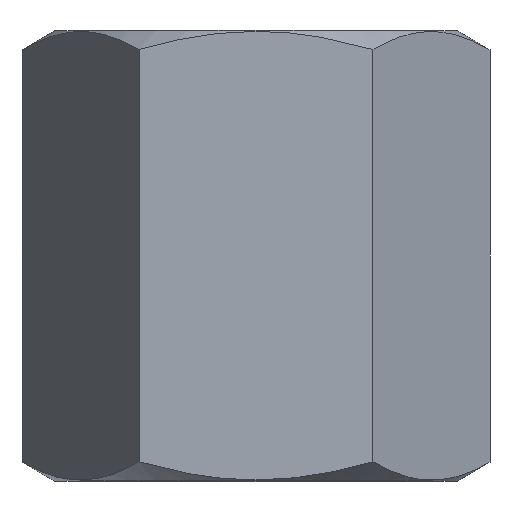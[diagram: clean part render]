
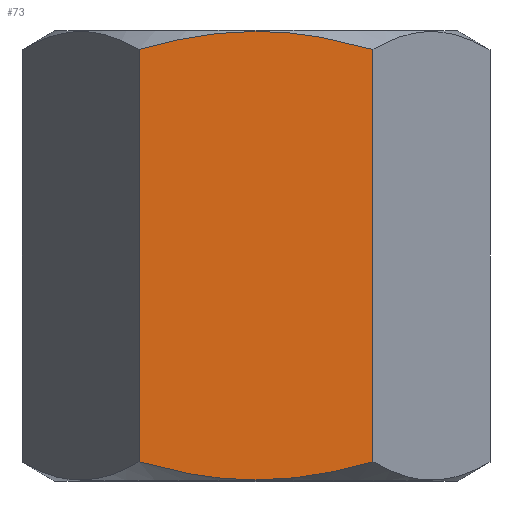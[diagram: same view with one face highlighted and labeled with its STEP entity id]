
A CAD part, top view. The second image highlights one B-rep face of the part: STEP entity #73.
In plain terms, the highlighted planar face has unit normal (0, 0, 1).
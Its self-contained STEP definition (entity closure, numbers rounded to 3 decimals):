
#5 = B_SPLINE_CURVE_WITH_KNOTS ( 'NONE', 3,
 ( #538, #539, #540, #541, #542, #543, #544, #545 ),
 .UNSPECIFIED., .F., .F.,
 ( 4, 2, 2, 4 ),
 ( 0.006, 0.01, 0.012, 0.014 ),
 .UNSPECIFIED. ) ;
#10 = B_SPLINE_CURVE_WITH_KNOTS ( 'NONE', 3,
 ( #651, #652, #653, #654, #655, #656 ),
 .UNSPECIFIED., .F., .F.,
 ( 4, 2, 4 ),
 ( 0.014, 0.018, 0.022 ),
 .UNSPECIFIED. ) ;
#18 = B_SPLINE_CURVE_WITH_KNOTS ( 'NONE', 3,
 ( #442, #443, #444, #445, #446, #447 ),
 .UNSPECIFIED., .F., .F.,
 ( 4, 2, 4 ),
 ( 0.014, 0.017, 0.021 ),
 .UNSPECIFIED. ) ;
#21 = B_SPLINE_CURVE_WITH_KNOTS ( 'NONE', 3,
 ( #484, #485, #486, #487, #488, #489, #490, #491 ),
 .UNSPECIFIED., .F., .F.,
 ( 4, 2, 2, 4 ),
 ( 0.022, 0.024, 0.026, 0.03 ),
 .UNSPECIFIED. ) ;
#23 = EDGE_CURVE ( 'NONE', #275, #278, #313, .T. ) ;
#39 = EDGE_CURVE ( 'NONE', #268, #275, #18, .T. ) ;
#47 = EDGE_CURVE ( 'NONE', #265, #264, #21, .T. ) ;
#51 = EDGE_CURVE ( 'NONE', #269, #264, #323, .T. ) ;
#53 = EDGE_CURVE ( 'NONE', #269, #268, #5, .T. ) ;
#73 = ADVANCED_FACE ( 'NONE', ( #341 ), #614, .F. ) ;
#82 = EDGE_CURVE ( 'NONE', #278, #265, #10, .T. ) ;
#94 = VECTOR ( 'NONE', #385, 1000. ) ;
#115 = VECTOR ( 'NONE', #525, 1000. ) ;
#142 = AXIS2_PLACEMENT_3D ( 'NONE', #615, #616, #617 ) ;
#180 = EDGE_LOOP ( 'NONE', ( #280, #291, #290, #285, #287, #295 ) ) ;
#264 = VERTEX_POINT ( 'NONE', #676 ) ;
#265 = VERTEX_POINT ( 'NONE', #677 ) ;
#268 = VERTEX_POINT ( 'NONE', #680 ) ;
#269 = VERTEX_POINT ( 'NONE', #681 ) ;
#275 = VERTEX_POINT ( 'NONE', #687 ) ;
#278 = VERTEX_POINT ( 'NONE', #690 ) ;
#280 = ORIENTED_EDGE ( 'NONE', *, *, #53, .T. ) ;
#285 = ORIENTED_EDGE ( 'NONE', *, *, #82, .T. ) ;
#287 = ORIENTED_EDGE ( 'NONE', *, *, #47, .T. ) ;
#290 = ORIENTED_EDGE ( 'NONE', *, *, #23, .T. ) ;
#291 = ORIENTED_EDGE ( 'NONE', *, *, #39, .T. ) ;
#295 = ORIENTED_EDGE ( 'NONE', *, *, #51, .F. ) ;
#313 = LINE ( 'NONE', #384, #94 ) ;
#323 = LINE ( 'NONE', #524, #115 ) ;
#341 = FACE_OUTER_BOUND ( 'NONE', #180, .T. ) ;
#384 = CARTESIAN_POINT ( 'NONE',  ( -7.794, 30., 13.5 ) ) ;
#385 = DIRECTION ( 'NONE',  ( 0., -1., 0. ) ) ;
#442 = CARTESIAN_POINT ( 'NONE',  ( 0., 29.942, 13.5 ) ) ;
#443 = CARTESIAN_POINT ( 'NONE',  ( -1.317, 29.942, 13.5 ) ) ;
#444 = CARTESIAN_POINT ( 'NONE',  ( -2.626, 29.829, 13.5 ) ) ;
#445 = CARTESIAN_POINT ( 'NONE',  ( -5.228, 29.409, 13.5 ) ) ;
#446 = CARTESIAN_POINT ( 'NONE',  ( -6.526, 29.102, 13.5 ) ) ;
#447 = CARTESIAN_POINT ( 'NONE',  ( -7.794, 28.736, 13.5 ) ) ;
#484 = CARTESIAN_POINT ( 'NONE',  ( 0., 0.058, 13.5 ) ) ;
#485 = CARTESIAN_POINT ( 'NONE',  ( 0.659, 0.058, 13.5 ) ) ;
#486 = CARTESIAN_POINT ( 'NONE',  ( 1.32, 0.086, 13.5 ) ) ;
#487 = CARTESIAN_POINT ( 'NONE',  ( 2.647, 0.197, 13.5 ) ) ;
#488 = CARTESIAN_POINT ( 'NONE',  ( 3.305, 0.28, 13.5 ) ) ;
#489 = CARTESIAN_POINT ( 'NONE',  ( 5.257, 0.597, 13.5 ) ) ;
#490 = CARTESIAN_POINT ( 'NONE',  ( 6.534, 0.9, 13.5 ) ) ;
#491 = CARTESIAN_POINT ( 'NONE',  ( 7.794, 1.264, 13.5 ) ) ;
#524 = CARTESIAN_POINT ( 'NONE',  ( 7.794, 30., 13.5 ) ) ;
#525 = DIRECTION ( 'NONE',  ( 0., -1., 0. ) ) ;
#538 = CARTESIAN_POINT ( 'NONE',  ( 7.794, 28.736, 13.5 ) ) ;
#539 = CARTESIAN_POINT ( 'NONE',  ( 6.534, 29.1, 13.5 ) ) ;
#540 = CARTESIAN_POINT ( 'NONE',  ( 5.257, 29.403, 13.5 ) ) ;
#541 = CARTESIAN_POINT ( 'NONE',  ( 3.305, 29.72, 13.5 ) ) ;
#542 = CARTESIAN_POINT ( 'NONE',  ( 2.647, 29.803, 13.5 ) ) ;
#543 = CARTESIAN_POINT ( 'NONE',  ( 1.32, 29.914, 13.5 ) ) ;
#544 = CARTESIAN_POINT ( 'NONE',  ( 0.659, 29.942, 13.5 ) ) ;
#545 = CARTESIAN_POINT ( 'NONE',  ( 0., 29.942, 13.5 ) ) ;
#614 = PLANE ( 'NONE',  #142 ) ;
#615 = CARTESIAN_POINT ( 'NONE',  ( -7.794, 30., 13.5 ) ) ;
#616 = DIRECTION ( 'NONE',  ( 0., 0., -1. ) ) ;
#617 = DIRECTION ( 'NONE',  ( -1., 0., 0. ) ) ;
#651 = CARTESIAN_POINT ( 'NONE',  ( -7.794, 1.264, 13.5 ) ) ;
#652 = CARTESIAN_POINT ( 'NONE',  ( -6.526, 0.898, 13.5 ) ) ;
#653 = CARTESIAN_POINT ( 'NONE',  ( -5.228, 0.591, 13.5 ) ) ;
#654 = CARTESIAN_POINT ( 'NONE',  ( -2.626, 0.171, 13.5 ) ) ;
#655 = CARTESIAN_POINT ( 'NONE',  ( -1.317, 0.058, 13.5 ) ) ;
#656 = CARTESIAN_POINT ( 'NONE',  ( 0., 0.058, 13.5 ) ) ;
#676 = CARTESIAN_POINT ( 'NONE',  ( 7.794, 1.264, 13.5 ) ) ;
#677 = CARTESIAN_POINT ( 'NONE',  ( 0., 0.058, 13.5 ) ) ;
#680 = CARTESIAN_POINT ( 'NONE',  ( 0., 29.942, 13.5 ) ) ;
#681 = CARTESIAN_POINT ( 'NONE',  ( 7.794, 28.736, 13.5 ) ) ;
#687 = CARTESIAN_POINT ( 'NONE',  ( -7.794, 28.736, 13.5 ) ) ;
#690 = CARTESIAN_POINT ( 'NONE',  ( -7.794, 1.264, 13.5 ) ) ;
